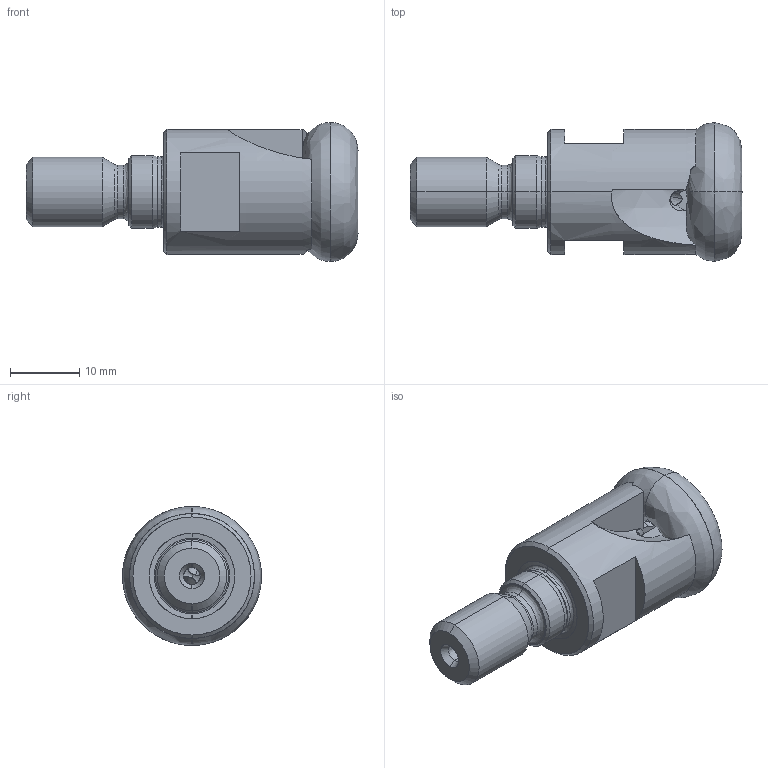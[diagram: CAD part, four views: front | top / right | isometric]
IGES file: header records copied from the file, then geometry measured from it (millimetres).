
Start section: SolidWorks IGES file using analytic representation for surfaces
Global section: file name: KEF_20_28_M10_508_2.IGS; native system: SolidWorks 2016; preprocessor: SolidWorks 2016; author: phk; date: 160920.081626; units: millimetre
Bounding box: 47.8 x 20 x 20.01 mm (x, y, z)
Surface area: 3339.7 mm2 (no closed solid volume)
Topology: 0 solids, 0 shells, 98 faces, 1274 edges, 1270 vertices
Faces by surface type: bspline 52, revolution 46
